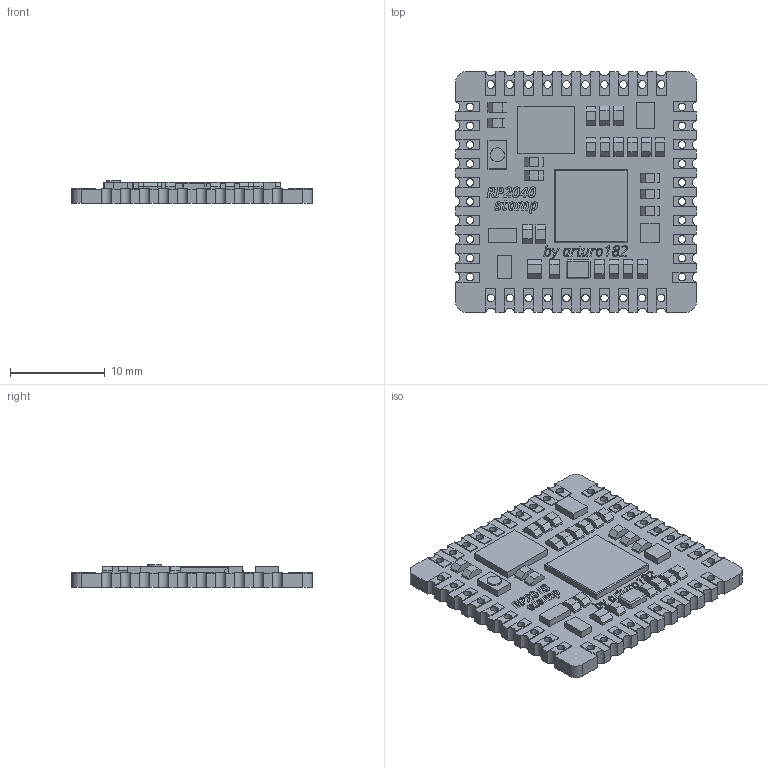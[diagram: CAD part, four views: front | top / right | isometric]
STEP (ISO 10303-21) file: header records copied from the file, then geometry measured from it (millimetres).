
FILE_DESCRIPTION(/* description */ ('STEP AP214'),/* implementation_level */ '2;1');
FILE_NAME(/* name */ '60d1127dea7660740f51fe3e',/* time_stamp */ '2021-06-21T22:28:16+00:00',/* author */ (''),/* organization */ (''),/* preprocessor_version */ 'ST-DEVELOPER v18.1',/* originating_system */ ' ',/* authorisation */ ' ');
FILE_SCHEMA (('AUTOMOTIVE_DESIGN {1 0 10303 214 3 1 1}'));
Length unit declared in the file: metre
Products named in the file (1): Part 1
Bounding box: 25.4 x 25.4 x 2.4 mm (x, y, z)
Volume: 1044.9 mm3; surface area: 1757.7 mm2
Topology: 1 solids, 1 shells, 1024 faces, 2785 edges, 1831 vertices
Faces by surface type: plane 639, bspline 299, cylinder 86
Full cylindrical faces by diameter (mm): 0.8 x40, 1.468 x1, 1.5 x1
Entity records: 38984 total; most frequent: CARTESIAN_POINT 8888, ORIENTED_EDGE 5486, DIRECTION 3788, EDGE_CURVE 2743, LINE 1954, VECTOR 1954, VERTEX_POINT 1831, EDGE_LOOP 1214
